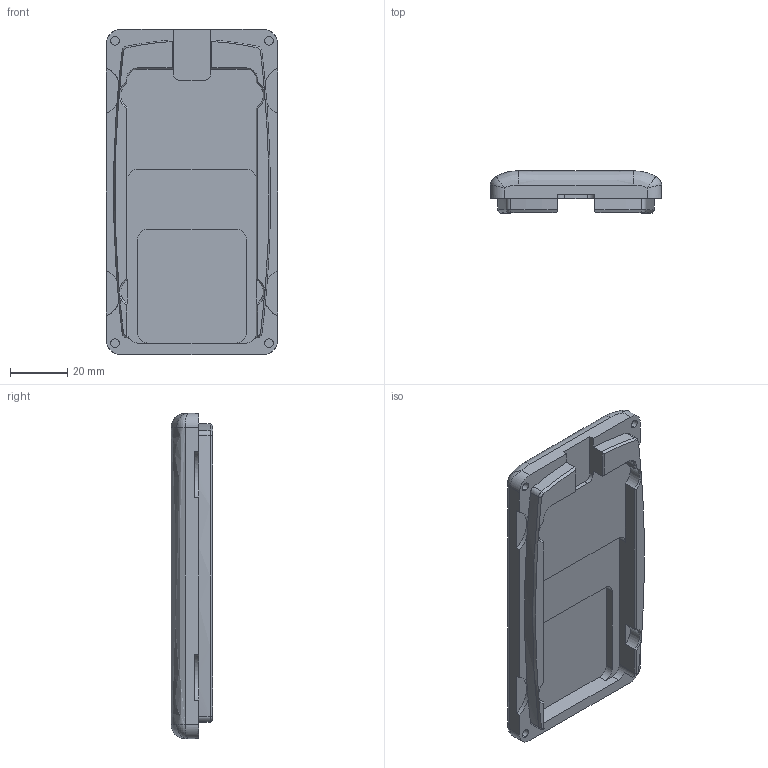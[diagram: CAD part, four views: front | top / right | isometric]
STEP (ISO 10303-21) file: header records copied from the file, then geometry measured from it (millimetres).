
FILE_DESCRIPTION (( 'STEP AP214' ), '1' );
FILE_NAME ('TopCurveEdge.STEP', '2021-04-21T08:22:12', ( '' ), ( '' ), 'SwSTEP 2.0', 'SolidWorks 2020', '' );
FILE_SCHEMA (( 'AUTOMOTIVE_DESIGN' ));
Length unit declared in the file: millimetre
Products named in the file (1): TopCurveEdge
Bounding box: 60 x 14.7 x 114 mm (x, y, z)
Volume: 54779.8 mm3; surface area: 19598.1 mm2
Topology: 1 solids, 1 shells, 130 faces, 331 edges, 203 vertices
Faces by surface type: plane 56, cylinder 43, cone 19, bspline 12
Entity records: 6264 total; most frequent: CARTESIAN_POINT 3173, ORIENTED_EDGE 654, DIRECTION 638, EDGE_CURVE 327, AXIS2_PLACEMENT_3D 242, VERTEX_POINT 203, VECTOR 154, LINE 154
